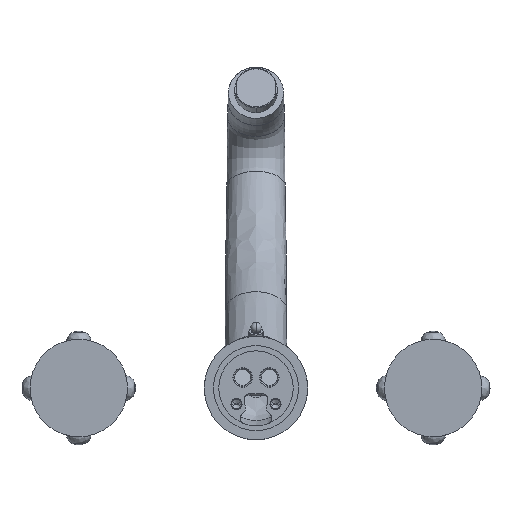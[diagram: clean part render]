
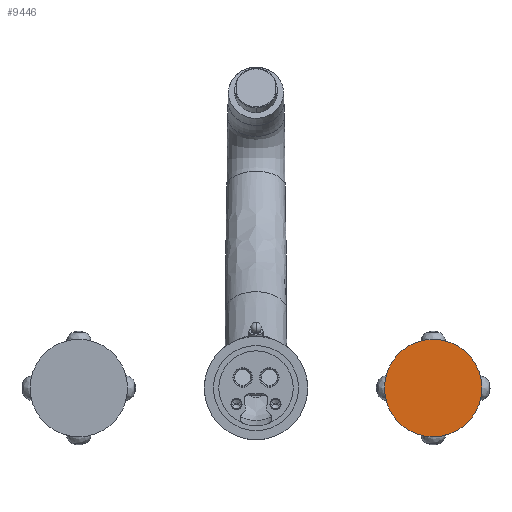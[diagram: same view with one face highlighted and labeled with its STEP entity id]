
A CAD part, front view. The second image highlights one B-rep face of the part: STEP entity #9446.
In plain terms, the highlighted planar face has unit normal (0, -1, 0).
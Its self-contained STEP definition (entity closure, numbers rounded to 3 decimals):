
#2204=CARTESIAN_POINT('',(100.,-22.,0.));
#2205=DIRECTION('',(0.,-1.,0.));
#2206=DIRECTION('',(1.,0.,0.));
#2207=AXIS2_PLACEMENT_3D('',#2204,#2205,#2206);
#2217=CARTESIAN_POINT('',(100.,-22.,0.));
#2218=DIRECTION('',(0.,1.,0.));
#2219=DIRECTION('',(1.,0.,0.));
#2220=AXIS2_PLACEMENT_3D('',#2217,#2218,#2219);
#6419=CARTESIAN_POINT('',(127.5,-22.,0.));
#6421=VERTEX_POINT('',#6419);
#6423=CARTESIAN_POINT('',(72.5,-22.,0.));
#6425=VERTEX_POINT('',#6423);
#9437=CARTESIAN_POINT('',(100.,-22.,0.));
#9438=DIRECTION('',(0.,-1.,0.));
#9439=DIRECTION('',(-1.,0.,0.));
#9440=AXIS2_PLACEMENT_3D('',#9437,#9438,#9439);
#9441=PLANE('',#9440);
#9442=ORIENTED_EDGE('',*,*,#9402,.F.);
#9443=ORIENTED_EDGE('',*,*,#9425,.T.);
#9444=EDGE_LOOP('',(#9442,#9443));
#9445=FACE_OUTER_BOUND('',#9444,.F.);
#9446=ADVANCED_FACE('',(#9445),#9441,.T.);
#2208=CIRCLE('',#2207,27.5);
#2221=CIRCLE('',#2220,27.5);
#9402=EDGE_CURVE('',#6421,#6425,#2208,.T.);
#9425=EDGE_CURVE('',#6421,#6425,#2221,.T.);
